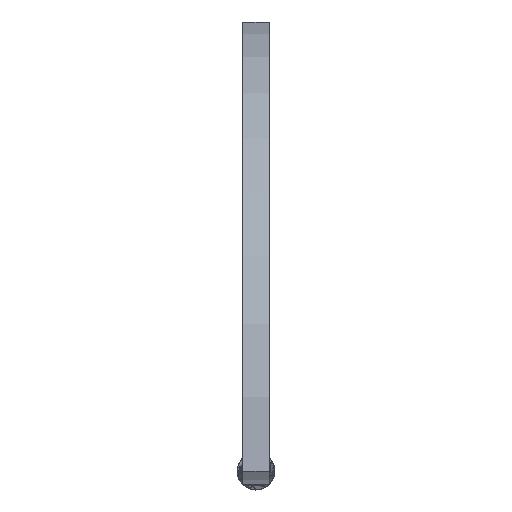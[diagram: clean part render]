
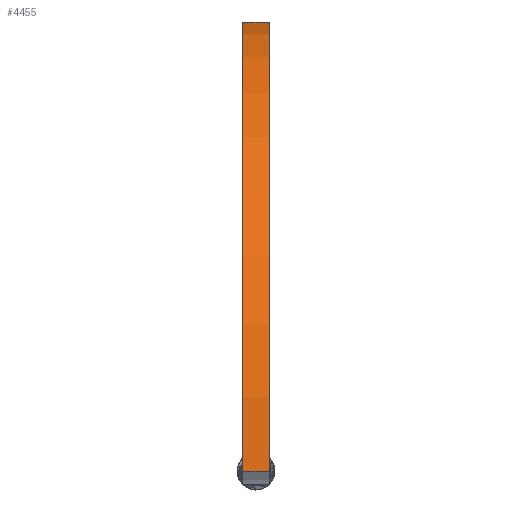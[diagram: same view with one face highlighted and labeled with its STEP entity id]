
A CAD part, front view. The second image highlights one B-rep face of the part: STEP entity #4455.
In plain terms, the highlighted cylindrical face has radius 204 mm (diameter 408 mm), a partial arc.
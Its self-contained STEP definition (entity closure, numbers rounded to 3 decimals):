
#623 = DIRECTION ( 'NONE',  ( 0., 0., -1. ) ) ;
#870 = EDGE_CURVE ( 'NONE', #5328, #9047, #8396, .T. ) ;
#1171 = VECTOR ( 'NONE', #4183, 1000. ) ;
#1238 = EDGE_CURVE ( 'NONE', #7285, #3532, #7553, .T. ) ;
#2554 = CARTESIAN_POINT ( 'NONE',  ( 0., 379.025, 94.052 ) ) ;
#2557 = EDGE_CURVE ( 'NONE', #7285, #5328, #5925, .T. ) ;
#2627 = CARTESIAN_POINT ( 'NONE',  ( -6., 379.025, 94.052 ) ) ;
#3077 = AXIS2_PLACEMENT_3D ( 'NONE', #3084, #5460, #623 ) ;
#3084 = CARTESIAN_POINT ( 'NONE',  ( 0., 198., 0. ) ) ;
#3532 = VERTEX_POINT ( 'NONE', #7993 ) ;
#3829 = DIRECTION ( 'NONE',  ( 0., 0., -1. ) ) ;
#4131 = ORIENTED_EDGE ( 'NONE', *, *, #7723, .T. ) ;
#4183 = DIRECTION ( 'NONE',  ( 1., 0., 0. ) ) ;
#4455 = ADVANCED_FACE ( 'NONE', ( #9931 ), #9810, .T. ) ;
#4967 = CARTESIAN_POINT ( 'NONE',  ( 6., -6., 0. ) ) ;
#5314 = AXIS2_PLACEMENT_3D ( 'NONE', #9375, #10105, #10061 ) ;
#5328 = VERTEX_POINT ( 'NONE', #8329 ) ;
#5351 = ORIENTED_EDGE ( 'NONE', *, *, #870, .F. ) ;
#5460 = DIRECTION ( 'NONE',  ( 1., 0., 0. ) ) ;
#5703 = DIRECTION ( 'NONE',  ( 1., 0., 0. ) ) ;
#5925 = LINE ( 'NONE', #2554, #8785 ) ;
#6166 = DIRECTION ( 'NONE',  ( 1., 0., 0. ) ) ;
#6743 = CARTESIAN_POINT ( 'NONE',  ( 6., 198., 0. ) ) ;
#7285 = VERTEX_POINT ( 'NONE', #2627 ) ;
#7553 = CIRCLE ( 'NONE', #5314, 204. ) ;
#7723 = EDGE_CURVE ( 'NONE', #3532, #9047, #10071, .T. ) ;
#7861 = EDGE_LOOP ( 'NONE', ( #8891, #4131, #5351, #9590 ) ) ;
#7993 = CARTESIAN_POINT ( 'NONE',  ( -6., -6., 0. ) ) ;
#8329 = CARTESIAN_POINT ( 'NONE',  ( 6., 379.025, 94.052 ) ) ;
#8396 = CIRCLE ( 'NONE', #8873, 204. ) ;
#8785 = VECTOR ( 'NONE', #5703, 1000. ) ;
#8873 = AXIS2_PLACEMENT_3D ( 'NONE', #6743, #6166, #3829 ) ;
#8891 = ORIENTED_EDGE ( 'NONE', *, *, #1238, .T. ) ;
#9047 = VERTEX_POINT ( 'NONE', #4967 ) ;
#9375 = CARTESIAN_POINT ( 'NONE',  ( -6., 198., 0. ) ) ;
#9567 = CARTESIAN_POINT ( 'NONE',  ( 0., -6., 0. ) ) ;
#9590 = ORIENTED_EDGE ( 'NONE', *, *, #2557, .F. ) ;
#9810 = CYLINDRICAL_SURFACE ( 'NONE', #3077, 204. ) ;
#9931 = FACE_OUTER_BOUND ( 'NONE', #7861, .T. ) ;
#10061 = DIRECTION ( 'NONE',  ( 0., 0., -1. ) ) ;
#10071 = LINE ( 'NONE', #9567, #1171 ) ;
#10105 = DIRECTION ( 'NONE',  ( 1., 0., 0. ) ) ;
